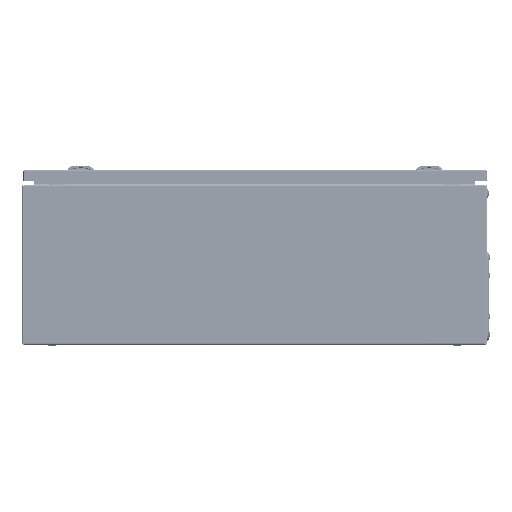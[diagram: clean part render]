
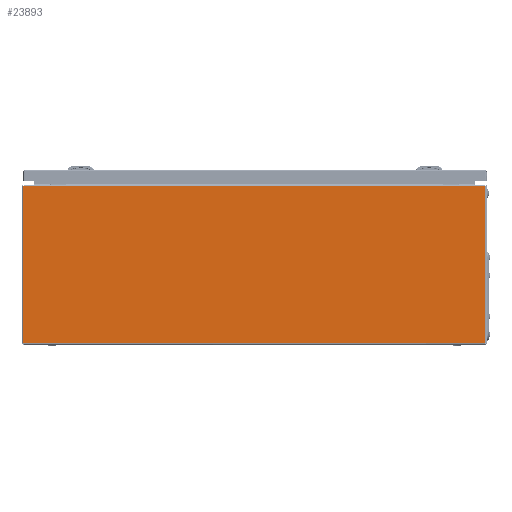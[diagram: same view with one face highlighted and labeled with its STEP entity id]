
A CAD part, left-side view. The second image highlights one B-rep face of the part: STEP entity #23893.
In plain terms, the highlighted planar face has unit normal (-1, 0, 0).
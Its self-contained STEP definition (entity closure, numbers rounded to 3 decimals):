
#4778 = CARTESIAN_POINT ( 'NONE',  ( -1.2, -135.1, -397.6 ) ) ;
#5287 = PLANE ( 'NONE',  #201396 ) ;
#6603 = DIRECTION ( 'NONE',  ( 0., 0., -1. ) ) ;
#12793 = EDGE_CURVE ( 'NONE', #53147, #266416, #84856, .T. ) ;
#14788 = VERTEX_POINT ( 'NONE', #4778 ) ;
#21890 = LINE ( 'NONE', #379747, #339347 ) ;
#23893 = ADVANCED_FACE ( 'NONE', ( #144753 ), #5287, .F. ) ;
#30585 = CARTESIAN_POINT ( 'NONE',  ( -1.2, -135.1, 398.8 ) ) ;
#34767 = VECTOR ( 'NONE', #136155, 1000. ) ;
#38043 = CARTESIAN_POINT ( 'NONE',  ( -1.2, 135.1, 397. ) ) ;
#44587 = VECTOR ( 'NONE', #61334, 1000. ) ;
#51454 = EDGE_CURVE ( 'NONE', #317235, #323829, #199984, .T. ) ;
#53147 = VERTEX_POINT ( 'NONE', #68169 ) ;
#61334 = DIRECTION ( 'NONE',  ( 0., 0., 1. ) ) ;
#67328 = CARTESIAN_POINT ( 'NONE',  ( -1.2, -135.1, -398.8 ) ) ;
#68169 = CARTESIAN_POINT ( 'NONE',  ( -1.2, -135.1, 397. ) ) ;
#68198 = CARTESIAN_POINT ( 'NONE',  ( -1.2, 135.1, -397.6 ) ) ;
#69047 = DIRECTION ( 'NONE',  ( 0., 0., -1. ) ) ;
#84856 = LINE ( 'NONE', #30585, #329979 ) ;
#105477 = ORIENTED_EDGE ( 'NONE', *, *, #259044, .F. ) ;
#106150 = CARTESIAN_POINT ( 'NONE',  ( -1.2, 135.1, 397. ) ) ;
#131001 = EDGE_CURVE ( 'NONE', #317235, #53147, #255898, .T. ) ;
#136155 = DIRECTION ( 'NONE',  ( 0., 0., -1. ) ) ;
#140005 = CARTESIAN_POINT ( 'NONE',  ( -1.2, -135.1, 396.95 ) ) ;
#144753 = FACE_OUTER_BOUND ( 'NONE', #305404, .T. ) ;
#165430 = VERTEX_POINT ( 'NONE', #241486 ) ;
#174219 = VECTOR ( 'NONE', #360447, 1000. ) ;
#191006 = DIRECTION ( 'NONE',  ( 1., 0., 0. ) ) ;
#199984 = LINE ( 'NONE', #38043, #262314 ) ;
#201396 = AXIS2_PLACEMENT_3D ( 'NONE', #67328, #191006, #6603 ) ;
#202147 = VECTOR ( 'NONE', #217281, 1000. ) ;
#208509 = EDGE_CURVE ( 'NONE', #220664, #14788, #283827, .T. ) ;
#209286 = ORIENTED_EDGE ( 'NONE', *, *, #252150, .T. ) ;
#213615 = ORIENTED_EDGE ( 'NONE', *, *, #12793, .F. ) ;
#217281 = DIRECTION ( 'NONE',  ( 0., -1., 0. ) ) ;
#220664 = VERTEX_POINT ( 'NONE', #68198 ) ;
#225898 = ORIENTED_EDGE ( 'NONE', *, *, #131001, .F. ) ;
#236265 = ORIENTED_EDGE ( 'NONE', *, *, #389621, .F. ) ;
#237015 = CARTESIAN_POINT ( 'NONE',  ( -1.2, 135.1, 397. ) ) ;
#241486 = CARTESIAN_POINT ( 'NONE',  ( -1.2, -135.1, -397.55 ) ) ;
#245685 = DIRECTION ( 'NONE',  ( 0., 0., -1. ) ) ;
#252150 = EDGE_CURVE ( 'NONE', #165430, #266416, #21890, .T. ) ;
#255898 = LINE ( 'NONE', #237015, #174219 ) ;
#257675 = DIRECTION ( 'NONE',  ( 0., 0., 1. ) ) ;
#259044 = EDGE_CURVE ( 'NONE', #165430, #14788, #352070, .T. ) ;
#262314 = VECTOR ( 'NONE', #69047, 1000. ) ;
#266416 = VERTEX_POINT ( 'NONE', #140005 ) ;
#283827 = LINE ( 'NONE', #308526, #202147 ) ;
#305404 = EDGE_LOOP ( 'NONE', ( #225898, #321735, #236265, #385262, #105477, #209286, #213615 ) ) ;
#308526 = CARTESIAN_POINT ( 'NONE',  ( -1.2, 135.1, -397.6 ) ) ;
#317235 = VERTEX_POINT ( 'NONE', #106150 ) ;
#321735 = ORIENTED_EDGE ( 'NONE', *, *, #51454, .T. ) ;
#323829 = VERTEX_POINT ( 'NONE', #329010 ) ;
#329010 = CARTESIAN_POINT ( 'NONE',  ( -1.2, 135.1, -397.3 ) ) ;
#329979 = VECTOR ( 'NONE', #245685, 1000. ) ;
#339347 = VECTOR ( 'NONE', #257675, 1000. ) ;
#352070 = LINE ( 'NONE', #381797, #34767 ) ;
#352213 = LINE ( 'NONE', #398314, #44587 ) ;
#360447 = DIRECTION ( 'NONE',  ( 0., -1., 0. ) ) ;
#379747 = CARTESIAN_POINT ( 'NONE',  ( -1.2, -135.1, -397.55 ) ) ;
#381797 = CARTESIAN_POINT ( 'NONE',  ( -1.2, -135.1, 398.8 ) ) ;
#385262 = ORIENTED_EDGE ( 'NONE', *, *, #208509, .T. ) ;
#389621 = EDGE_CURVE ( 'NONE', #220664, #323829, #352213, .T. ) ;
#398314 = CARTESIAN_POINT ( 'NONE',  ( -1.2, 135.1, 398.8 ) ) ;
